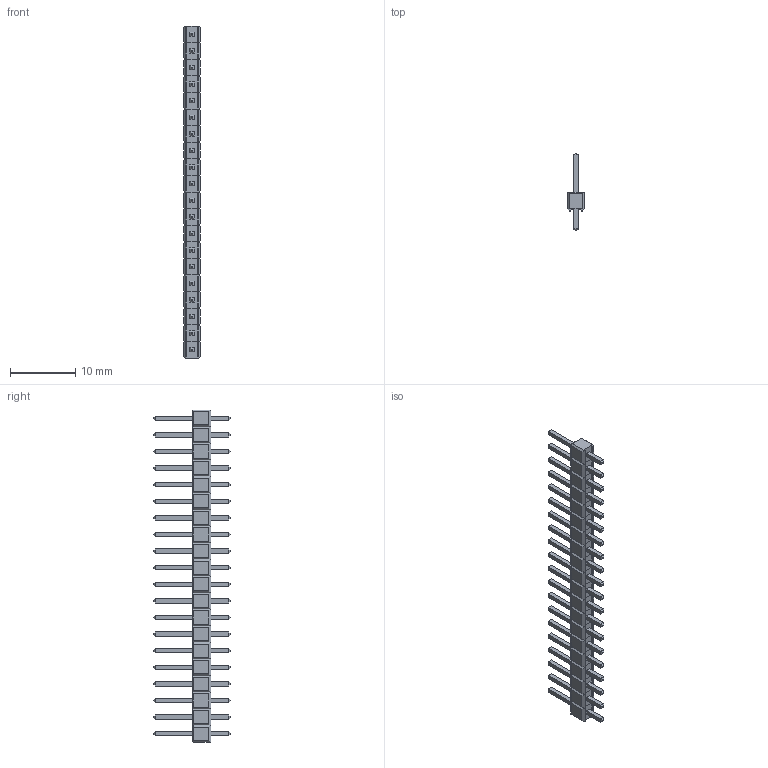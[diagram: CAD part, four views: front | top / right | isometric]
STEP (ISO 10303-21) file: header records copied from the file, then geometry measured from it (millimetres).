
FILE_DESCRIPTION (( 'STEP AP214' ), '1' );
FILE_NAME ('Header_2.54mm_1x20.STEP', '2018-03-23T20:43:04', ( '' ), ( '' ), 'SwSTEP 2.0', 'SolidWorks 2017', '' );
FILE_SCHEMA (( 'AUTOMOTIVE_DESIGN' ));
Length unit declared in the file: millimetre
Products named in the file (1): Header_2.54mm_1x20
Bounding box: 2.54 x 11.8 x 50.8 mm (x, y, z)
Volume: 401.1 mm3; surface area: 1236.4 mm2
Topology: 20 solids, 20 shells, 760 faces, 1880 edges, 1200 vertices
Faces by surface type: plane 680, cylinder 80
Entity records: 30369 total; most frequent: CARTESIAN_POINT 4321, ORIENTED_EDGE 3760, DIRECTION 3242, EDGE_CURVE 1880, VECTOR 1720, LINE 1720, VERTEX_POINT 1200, EDGE_LOOP 800
